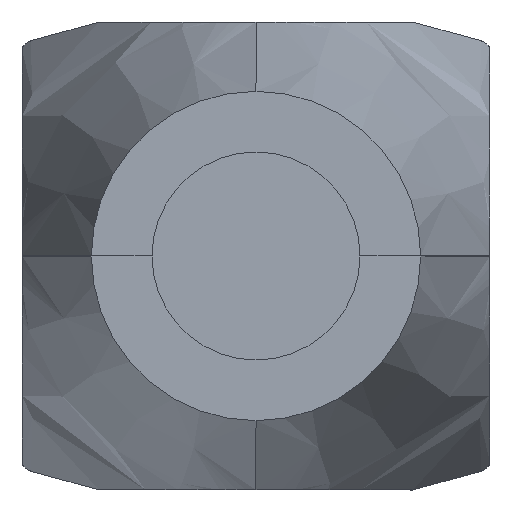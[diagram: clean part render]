
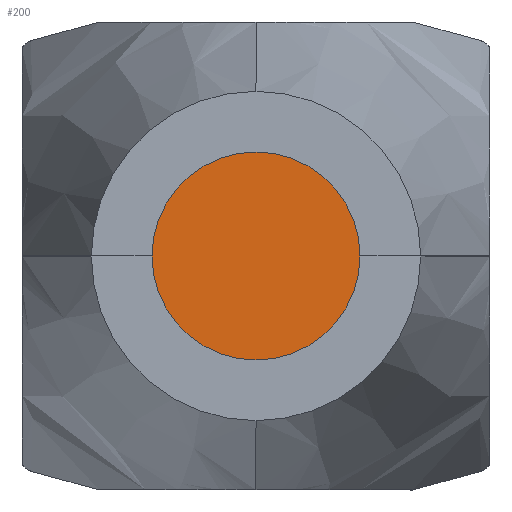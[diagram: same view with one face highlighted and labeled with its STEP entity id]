
A CAD part, front view. The second image highlights one B-rep face of the part: STEP entity #200.
In plain terms, the highlighted face is planar.
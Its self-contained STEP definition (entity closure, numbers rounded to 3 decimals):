
#71 = CARTESIAN_POINT ( 'NONE',  ( 0., 100., 0. ) ) ;
#88 = DIRECTION ( 'NONE',  ( 0., 1., 0. ) ) ;
#92 = VERTEX_POINT ( 'NONE', #289 ) ;
#200 = ADVANCED_FACE ( 'NONE', ( #811 ), #799, .T. ) ;
#214 = EDGE_CURVE ( 'NONE', #1245, #92, #1249, .T. ) ;
#222 = CARTESIAN_POINT ( 'NONE',  ( 0., 100., 0. ) ) ;
#261 = AXIS2_PLACEMENT_3D ( 'NONE', #71, #895, #1308 ) ;
#289 = CARTESIAN_POINT ( 'NONE',  ( 0., 100., -6. ) ) ;
#496 = AXIS2_PLACEMENT_3D ( 'NONE', #222, #88, #628 ) ;
#543 = ORIENTED_EDGE ( 'NONE', *, *, #214, .T. ) ;
#618 = AXIS2_PLACEMENT_3D ( 'NONE', #710, #930, #1117 ) ;
#628 = DIRECTION ( 'NONE',  ( 0., 0., 1. ) ) ;
#710 = CARTESIAN_POINT ( 'NONE',  ( 0., 100., 0. ) ) ;
#757 = ORIENTED_EDGE ( 'NONE', *, *, #845, .T. ) ;
#799 = PLANE ( 'NONE',  #496 ) ;
#811 = FACE_OUTER_BOUND ( 'NONE', #1214, .T. ) ;
#829 = CIRCLE ( 'NONE', #261, 6. ) ;
#845 = EDGE_CURVE ( 'NONE', #92, #1245, #829, .T. ) ;
#895 = DIRECTION ( 'NONE',  ( 0., 1., 0. ) ) ;
#930 = DIRECTION ( 'NONE',  ( 0., 1., 0. ) ) ;
#931 = CARTESIAN_POINT ( 'NONE',  ( 0., 100., 6. ) ) ;
#1117 = DIRECTION ( 'NONE',  ( 0., 0., 1. ) ) ;
#1214 = EDGE_LOOP ( 'NONE', ( #543, #757 ) ) ;
#1245 = VERTEX_POINT ( 'NONE', #931 ) ;
#1249 = CIRCLE ( 'NONE', #618, 6. ) ;
#1308 = DIRECTION ( 'NONE',  ( 0., 0., 1. ) ) ;
